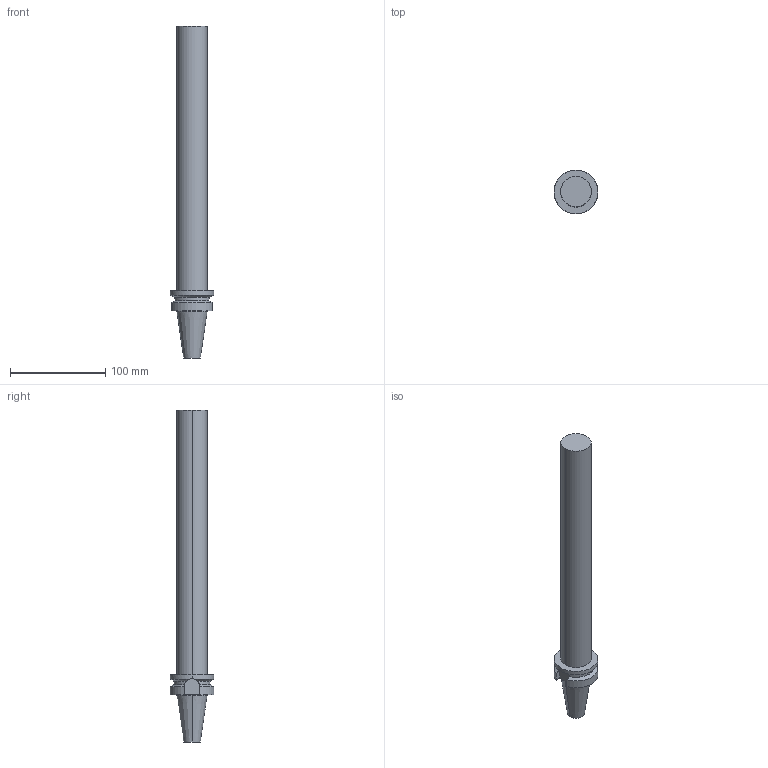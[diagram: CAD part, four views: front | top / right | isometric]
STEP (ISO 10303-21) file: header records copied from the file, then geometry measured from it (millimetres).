
FILE_DESCRIPTION (( 'STEP AP203' ), '1' );
FILE_NAME ('STP-SAKEM-25.09.32.300-P.STEP', '2020-11-02T05:32:00', ( '' ), ( '' ), 'SwSTEP 2.0', 'SolidWorks 2017', '' );
FILE_SCHEMA (( 'CONFIG_CONTROL_DESIGN' ));
Length unit declared in the file: millimetre
Products named in the file (1): STP-SAKEM-25.09.32.300-P
Bounding box: 46 x 46 x 348.4 mm (x, y, z)
Volume: 273796.5 mm3; surface area: 39468.6 mm2
Topology: 1 solids, 1 shells, 43 faces, 106 edges, 68 vertices
Faces by surface type: cylinder 19, plane 16, cone 8
Entity records: 1404 total; most frequent: CARTESIAN_POINT 316, DIRECTION 213, ORIENTED_EDGE 208, EDGE_CURVE 104, AXIS2_PLACEMENT_3D 85, VERTEX_POINT 68, EDGE_LOOP 48, VECTOR 43
